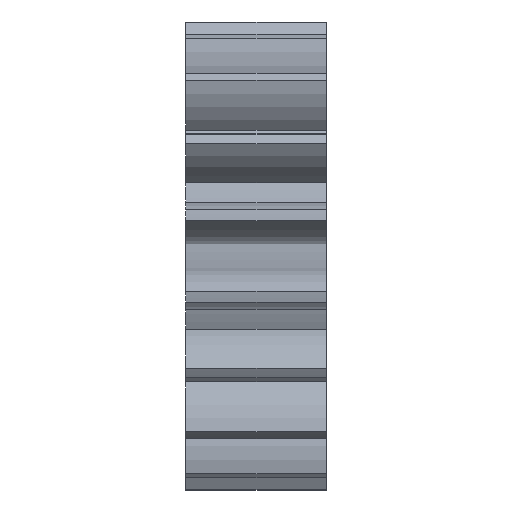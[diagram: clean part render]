
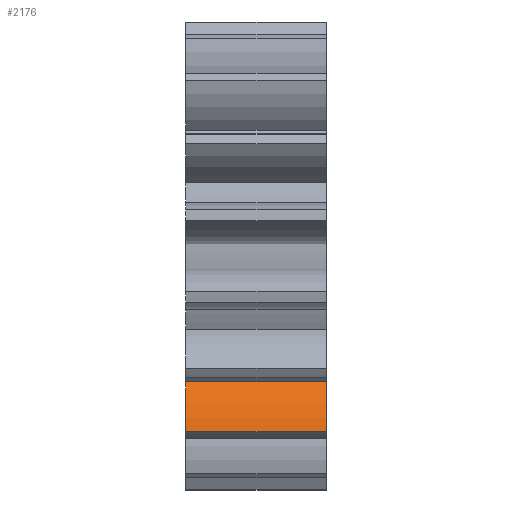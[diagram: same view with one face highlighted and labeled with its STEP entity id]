
A CAD part, front view. The second image highlights one B-rep face of the part: STEP entity #2176.
In plain terms, the highlighted cylindrical face has radius 3.81 mm (diameter 7.62 mm), a partial arc.
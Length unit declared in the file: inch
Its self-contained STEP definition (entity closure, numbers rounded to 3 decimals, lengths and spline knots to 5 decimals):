
#45 = VERTEX_POINT ( 'NONE', #739 ) ;
#104 = VECTOR ( 'NONE', #401, 39.37008 ) ;
#130 = LINE ( 'NONE', #1000, #837 ) ;
#146 = VERTEX_POINT ( 'NONE', #2362 ) ;
#174 = ORIENTED_EDGE ( 'NONE', *, *, #912, .T. ) ;
#242 = AXIS2_PLACEMENT_3D ( 'NONE', #2384, #1532, #680 ) ;
#310 = VERTEX_POINT ( 'NONE', #1754 ) ;
#348 = ORIENTED_EDGE ( 'NONE', *, *, #1271, .T. ) ;
#401 = DIRECTION ( 'NONE',  ( 1., 0., 0. ) ) ;
#449 = ORIENTED_EDGE ( 'NONE', *, *, #481, .T. ) ;
#481 = EDGE_CURVE ( 'NONE', #762, #45, #1742, .T. ) ;
#518 = AXIS2_PLACEMENT_3D ( 'NONE', #2177, #1694, #1001 ) ;
#615 = LINE ( 'NONE', #1715, #104 ) ;
#680 = DIRECTION ( 'NONE',  ( 0., 0., 1. ) ) ;
#697 = CYLINDRICAL_SURFACE ( 'NONE', #242, 0.15 ) ;
#699 = EDGE_LOOP ( 'NONE', ( #174, #449, #847, #348 ) ) ;
#739 = CARTESIAN_POINT ( 'NONE',  ( 0.25, -0.23311, -0.22358 ) ) ;
#748 = CARTESIAN_POINT ( 'NONE',  ( 0.25, -0.27546, -0.31262 ) ) ;
#762 = VERTEX_POINT ( 'NONE', #748 ) ;
#837 = VECTOR ( 'NONE', #1870, 39.37008 ) ;
#847 = ORIENTED_EDGE ( 'NONE', *, *, #2150, .T. ) ;
#912 = EDGE_CURVE ( 'NONE', #146, #762, #615, .T. ) ;
#1000 = CARTESIAN_POINT ( 'NONE',  ( 0.25, -0.23311, -0.22358 ) ) ;
#1001 = DIRECTION ( 'NONE',  ( 0., -0.643, 0.766 ) ) ;
#1019 = CIRCLE ( 'NONE', #1481, 0.15 ) ;
#1226 = DIRECTION ( 'NONE',  ( 1., 0., 0. ) ) ;
#1271 = EDGE_CURVE ( 'NONE', #310, #146, #1019, .T. ) ;
#1481 = AXIS2_PLACEMENT_3D ( 'NONE', #1874, #1226, #2689 ) ;
#1532 = DIRECTION ( 'NONE',  ( -1., 0., 0. ) ) ;
#1578 = FACE_OUTER_BOUND ( 'NONE', #699, .T. ) ;
#1694 = DIRECTION ( 'NONE',  ( -1., 0., 0. ) ) ;
#1715 = CARTESIAN_POINT ( 'NONE',  ( 0.125, -0.27546, -0.31262 ) ) ;
#1742 = CIRCLE ( 'NONE', #518, 0.15 ) ;
#1754 = CARTESIAN_POINT ( 'NONE',  ( 0., -0.23311, -0.22358 ) ) ;
#1870 = DIRECTION ( 'NONE',  ( -1., 0., 0. ) ) ;
#1874 = CARTESIAN_POINT ( 'NONE',  ( 0., -0.12635, -0.32895 ) ) ;
#2150 = EDGE_CURVE ( 'NONE', #45, #310, #130, .T. ) ;
#2176 = ADVANCED_FACE ( 'NONE', ( #1578 ), #697, .T. ) ;
#2177 = CARTESIAN_POINT ( 'NONE',  ( 0.25, -0.12635, -0.32895 ) ) ;
#2362 = CARTESIAN_POINT ( 'NONE',  ( 0., -0.27546, -0.31262 ) ) ;
#2384 = CARTESIAN_POINT ( 'NONE',  ( 0.25, -0.12635, -0.32895 ) ) ;
#2689 = DIRECTION ( 'NONE',  ( 0., 0., -1. ) ) ;
